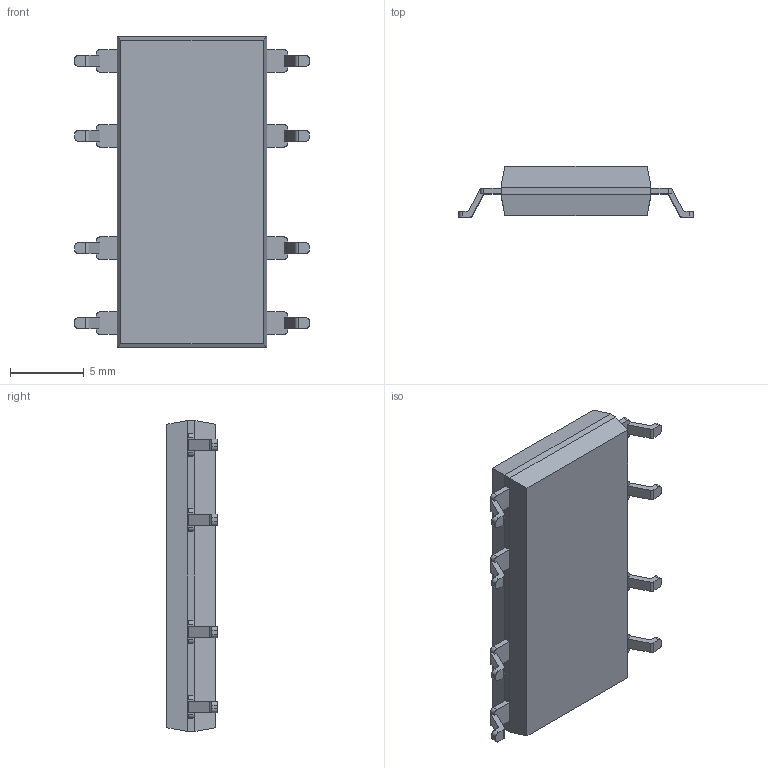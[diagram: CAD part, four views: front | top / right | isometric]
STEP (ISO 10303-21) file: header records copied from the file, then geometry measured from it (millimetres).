
FILE_DESCRIPTION (( 'STEP AP214' ), '1' );
FILE_NAME ('8-SOP.STEP', '2015-03-17T08:19:58', ( '' ), ( '' ), 'SwSTEP 2.0', 'SolidWorks 2014', '' );
FILE_SCHEMA (( 'AUTOMOTIVE_DESIGN' ));
Length unit declared in the file: inch
Products named in the file (1): 8-SOP
Bounding box: 15.9 x 3.45 x 21.08 mm (x, y, z)
Volume: 697.8 mm3; surface area: 689.1 mm2
Topology: 1 solids, 1 shells, 169 faces, 450 edges, 292 vertices
Faces by surface type: plane 119, cylinder 50
Entity records: 5473 total; most frequent: CARTESIAN_POINT 912, ORIENTED_EDGE 900, DIRECTION 890, EDGE_CURVE 450, VECTOR 350, LINE 350, VERTEX_POINT 292, AXIS2_PLACEMENT_3D 270
